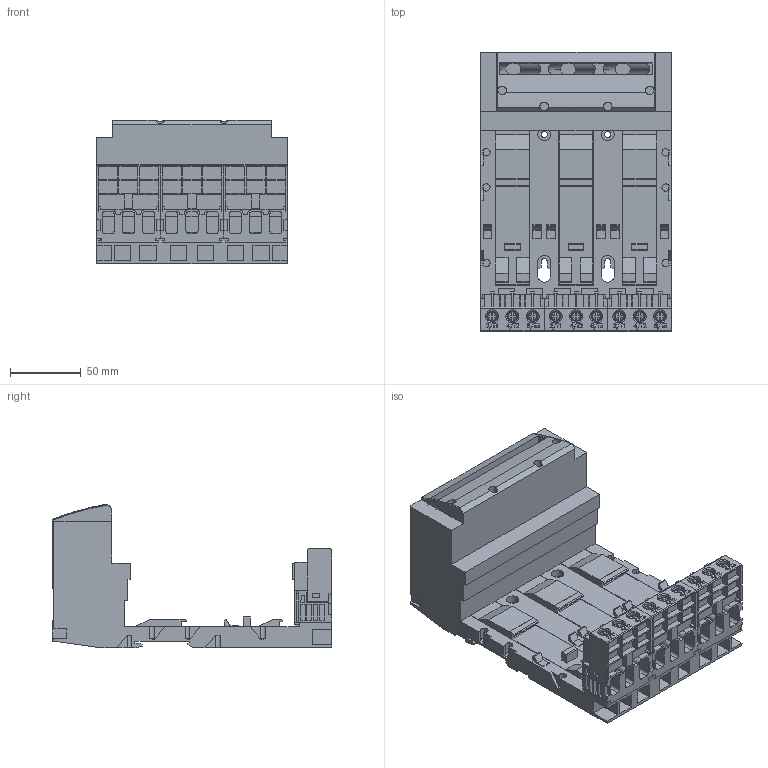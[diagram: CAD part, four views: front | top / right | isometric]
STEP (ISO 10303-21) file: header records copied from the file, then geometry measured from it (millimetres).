
FILE_DESCRIPTION(('STEP AP214'),'1');
FILE_NAME('cctmp_66A2E34F-5FBA-40AB-A3AB-D43C2B474313_2023_07_18_13_14_10_0557..stp','2023-07-18T11:14:12',('SIEMENS A&D'),('CADClick - www.CADClick.com'),'Spatial InterOp 3D postprocessed',' ','unknown authorization');
FILE_SCHEMA(('AUTOMOTIVE_DESIGN'));
Length unit declared in the file: millimetre
Products named in the file (20): cc_unnamed; 2023_07_18_13_14_10_0448; 2023_07_18_13_14_10_0416; 2023_07_18_13_14_10_0385; 2023_07_18_13_14_10_0354; 2023_07_18_13_14_10_0322; 2023_07_18_13_14_10_0290; 2023_07_18_13_14_10_0259; 2023_07_18_13_14_10_0228; 2023_07_18_13_14_10_0197; 2023_07_18_13_14_10_0165; 2023_07_18_13_14_10_0134; 2023_07_18_13_14_10_0103; 2023_07_18_13_14_10_0070; 2023_07_18_13_14_10_0053; 2023_07_18_13_14_10_0021; 2023_07_18_13_14_09_0990; 2023_07_18_13_14_09_0959; 2023_07_18_13_14_09_0928; 2023_07_18_13_14_09_0896
Assembly tree (19 placements, depth 2):
  cc_unnamed
    2023_07_18_13_14_10_0448
    2023_07_18_13_14_10_0416
    2023_07_18_13_14_10_0385
    2023_07_18_13_14_10_0354
    2023_07_18_13_14_10_0322
    2023_07_18_13_14_10_0290
    2023_07_18_13_14_10_0259
    2023_07_18_13_14_10_0228
    2023_07_18_13_14_10_0197
    2023_07_18_13_14_10_0165
    2023_07_18_13_14_10_0134
    2023_07_18_13_14_10_0103
    2023_07_18_13_14_10_0070
    2023_07_18_13_14_10_0053
    2023_07_18_13_14_10_0021
    2023_07_18_13_14_09_0990
    2023_07_18_13_14_09_0959
    2023_07_18_13_14_09_0928
    2023_07_18_13_14_09_0896
Bounding box: 135 x 197.5 x 101.58 mm (x, y, z)
Volume: 768049.5 mm3; surface area: 257999.5 mm2
Topology: 19 solids, 19 shells, 2556 faces, 7039 edges, 4628 vertices
Faces by surface type: plane 2159, cylinder 233, cone 90, torus 56, revolution 18
Entity records: 135914 total; most frequent: CARTESIAN_POINT 15297, STYLED_ITEM 14242, PRESENTATION_STYLE_ASSIGNMENT 14242, ORIENTED_EDGE 14090, DIRECTION 12767, EDGE_CURVE 7039, CURVE_STYLE 7039, DRAUGHTING_PRE_DEFINED_CURVE_FONT 7039
